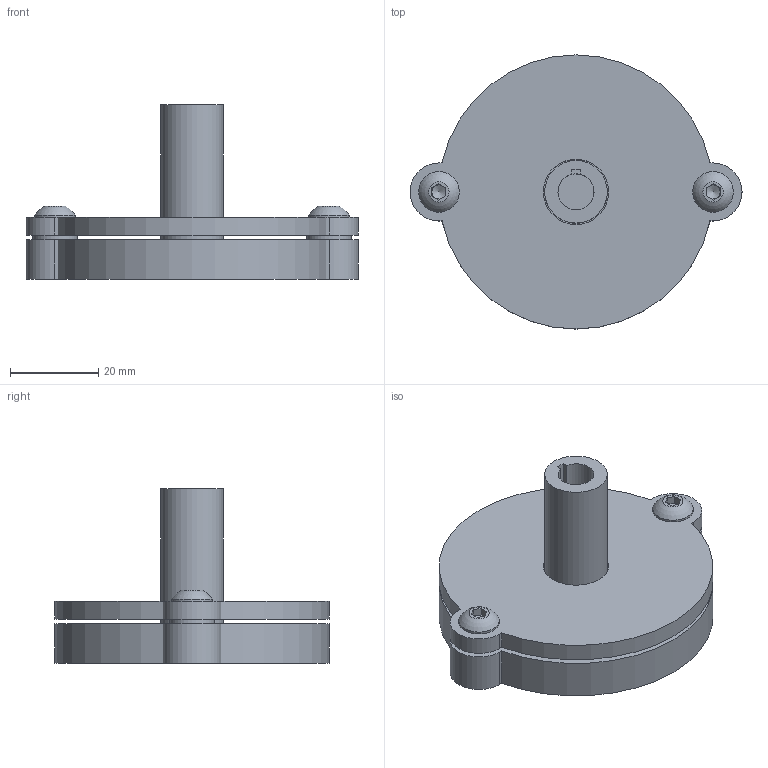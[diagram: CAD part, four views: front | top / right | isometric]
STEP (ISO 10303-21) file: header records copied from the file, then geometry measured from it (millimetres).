
FILE_DESCRIPTION(/* description */ ('STEP AP242','CAx-IF Rec.Pracs.---Representation and Presentation of Product Manufacturing Information (PMI)---4.0---2014-10-13','CAx-IF Rec.Pracs.---3D Tessellated Geometry---0.4---2014-09-14','2;1'),/* implementation_level */ '2;1');
FILE_NAME(/* name */ '66860856f5afd67b2ac55c84',/* time_stamp */ '2024-07-04T02:26:30Z',/* author */ (''),/* organization */ (''),/* preprocessor_version */ 'ST-DEVELOPER v20',/* originating_system */ ' ',/* authorisation */ ' ');
FILE_SCHEMA (('AP242_MANAGED_MODEL_BASED_3D_ENGINEERING_MIM_LF { 1 0 10303 442 1 1 4 }'));
Length unit declared in the file: metre
Products named in the file (9): Full Assembly; Socket button head cap screw #10-32 x 0.5; Top centering cover; Cycloidal Disk; Output Ring; Bearing Placeholder; Tiny spacer; Input Shaft; Outer Pin Shell
Assembly tree (10 placements, depth 2):
  Full Assembly
    Socket button head cap screw #10-32 x 0.5  x2
    Top centering cover
    Cycloidal Disk
    Output Ring
    Bearing Placeholder
    Tiny spacer  x2
    Input Shaft
    Outer Pin Shell
Bounding box: 75.11 x 62 x 39.5 mm (x, y, z)
Volume: 35386.4 mm3; surface area: 26505 mm2
Topology: 10 solids, 10 shells, 141 faces, 308 edges, 197 vertices
Faces by surface type: plane 72, cylinder 60, cone 4, torus 2, sphere 2, bspline 1
Full cylindrical faces by diameter (mm): 4 x6, 4.826 x2, 5.105 x6, 6.2 x2, 7.75 x1, 8 x7, 8.15 x1, 9.169 x2, 10 x2, 14.17 x1, 14.77 x1, 16 x1, 16.2 x1, 20.2 x1, 34 x1, 36 x1, 36.6 x1, 52.8 x1
Entity records: 4788 total; most frequent: CARTESIAN_POINT 2053, DIRECTION 578, ORIENTED_EDGE 414, AXIS2_PLACEMENT_3D 249, EDGE_CURVE 207, FACE_BOUND 191, EDGE_LOOP 190, VERTEX_POINT 156
